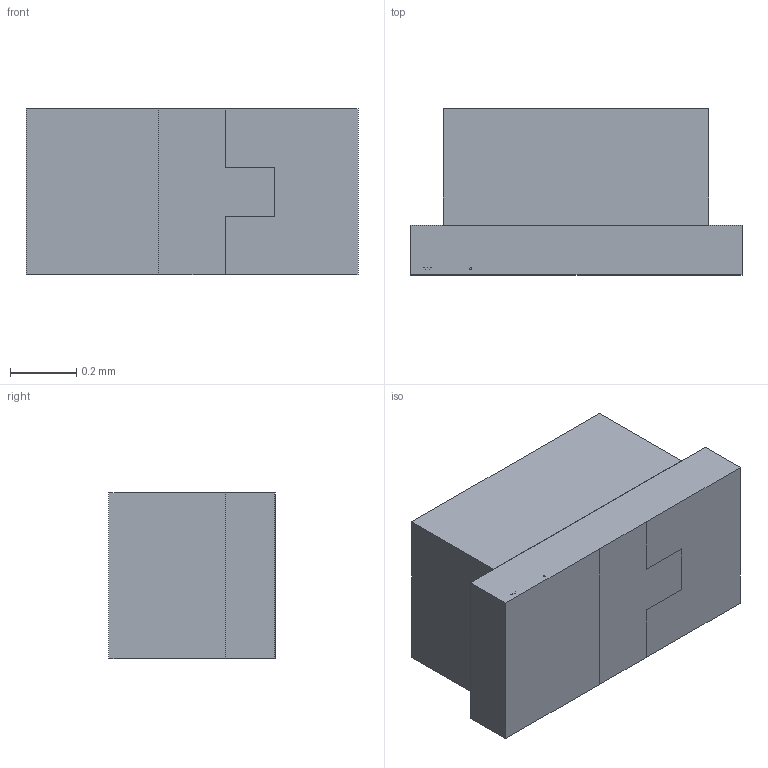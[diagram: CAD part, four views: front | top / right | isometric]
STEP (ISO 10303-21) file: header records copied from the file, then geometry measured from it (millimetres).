
FILE_DESCRIPTION (( 'STEP AP214' ), '1' );
FILE_NAME ('APHHS1005.STEP', '2020-03-19T21:25:32', ( '' ), ( '' ), 'SwSTEP 2.0', 'SolidWorks 2014', '' );
FILE_SCHEMA (( 'AUTOMOTIVE_DESIGN' ));
Length unit declared in the file: millimetre
Products named in the file (1): APHHS1005
Bounding box: 1 x 0.5 x 0.5 mm (x, y, z)
Surface area: 3.2 mm2 (no closed solid volume)
Topology: 0 solids, 10 shells, 22 faces, 53 edges, 39 vertices
Faces by surface type: plane 22
Entity records: 826 total; most frequent: CARTESIAN_POINT 172, ORIENTED_EDGE 87, DIRECTION 80, EDGE_CURVE 53, VERTEX_POINT 39, VECTOR 34, LINE 34, AXIS2_PLACEMENT_3D 23
